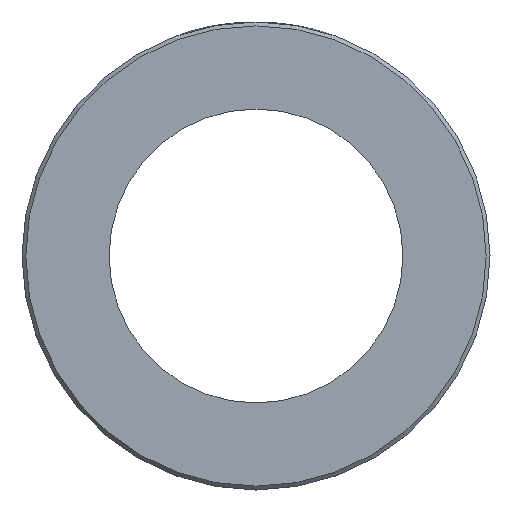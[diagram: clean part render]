
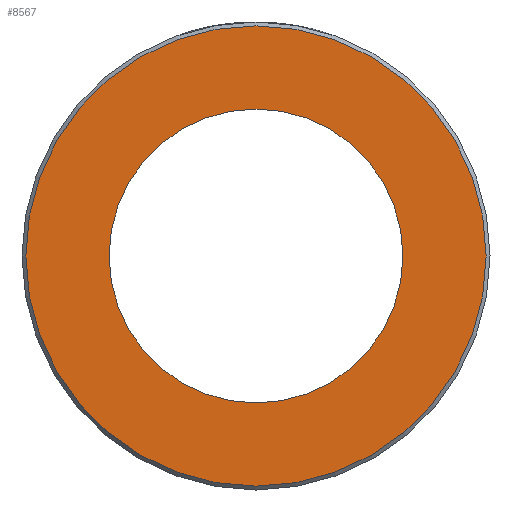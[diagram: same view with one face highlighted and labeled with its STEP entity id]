
A CAD part, left-side view. The second image highlights one B-rep face of the part: STEP entity #8567.
In plain terms, the highlighted planar face has unit normal (-1, 0, 0).
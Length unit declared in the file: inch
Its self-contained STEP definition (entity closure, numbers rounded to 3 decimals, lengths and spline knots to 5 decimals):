
#8483=CARTESIAN_POINT('',(0.0,-0.383,0.0));
#8484=VERTEX_POINT('',#8483);
#8485=CARTESIAN_POINT('',(0.0,0.0,0.0));
#8486=DIRECTION('',(1.0,0.0,0.0));
#8487=DIRECTION('',(0.0,-1.0,0.0));
#8488=AXIS2_PLACEMENT_3D('',#8485,#8486,#8487);
#8489=CIRCLE('',#8488,0.383);
#8490=EDGE_CURVE('',#8484,#8484,#8489,.T.);
#8544=CARTESIAN_POINT('',(0.0,0.6,0.));
#8545=VERTEX_POINT('',#8544);
#8546=CARTESIAN_POINT('',(0.0,0.0,0.0));
#8547=DIRECTION('',(1.0,0.0,0.0));
#8548=DIRECTION('',(0.0,-1.0,0.0));
#8549=AXIS2_PLACEMENT_3D('',#8546,#8547,#8548);
#8550=CIRCLE('',#8549,0.6);
#8551=EDGE_CURVE('',#8545,#8545,#8550,.T.);
#8556=CARTESIAN_POINT('',(0.0,0.0,0.0));
#8557=DIRECTION('',(-1.0,0.0,0.0));
#8558=DIRECTION('',(0.0,0.0,1.0));
#8559=AXIS2_PLACEMENT_3D('',#8556,#8557,#8558);
#8560=PLANE('',#8559);
#8561=ORIENTED_EDGE('',*,*,#8551,.F.);
#8562=EDGE_LOOP('',(#8561));
#8563=FACE_OUTER_BOUND('',#8562,.T.);
#8564=ORIENTED_EDGE('',*,*,#8490,.T.);
#8565=EDGE_LOOP('',(#8564));
#8566=FACE_BOUND('',#8565,.T.);
#8567=ADVANCED_FACE('',(#8563,#8566),#8560,.T.);
